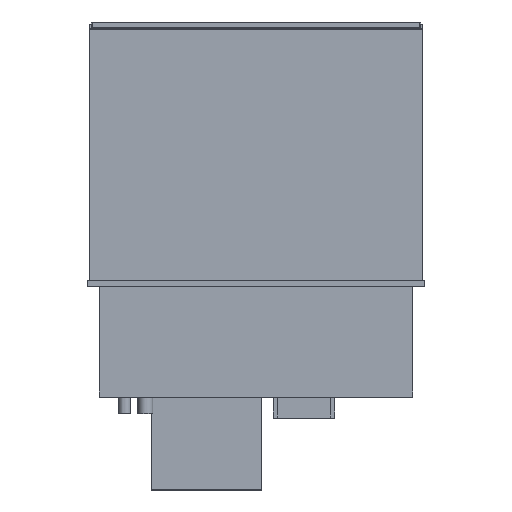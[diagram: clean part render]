
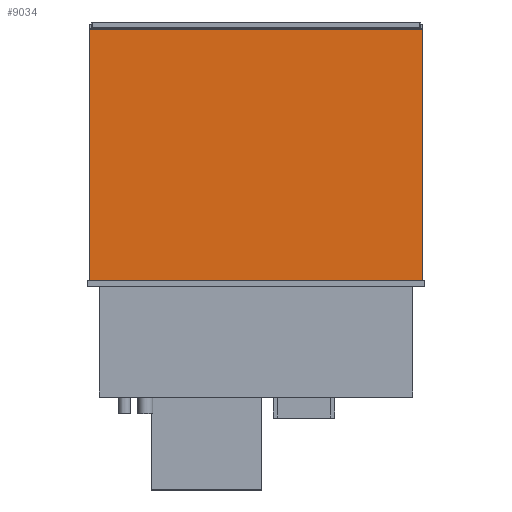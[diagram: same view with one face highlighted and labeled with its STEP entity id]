
A CAD part, top view. The second image highlights one B-rep face of the part: STEP entity #9034.
In plain terms, the highlighted planar face has unit normal (0, 0, 1).
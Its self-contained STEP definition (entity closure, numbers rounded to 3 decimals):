
#638=FACE_OUTER_BOUND('',#1174,.T.);
#1174=EDGE_LOOP('',(#7545,#7546,#7547,#7548));
#2163=LINE('',#14144,#3317);
#2175=LINE('',#14168,#3329);
#2176=LINE('',#14171,#3330);
#2177=LINE('',#14172,#3331);
#3317=VECTOR('',#11605,10.);
#3329=VECTOR('',#11621,10.);
#3330=VECTOR('',#11624,10.);
#3331=VECTOR('',#11625,10.);
#4237=VERTEX_POINT('',#14141);
#4238=VERTEX_POINT('',#14143);
#4247=VERTEX_POINT('',#14164);
#4249=VERTEX_POINT('',#14170);
#5371=EDGE_CURVE('',#4237,#4238,#2163,.T.);
#5383=EDGE_CURVE('',#4247,#4238,#2175,.T.);
#5384=EDGE_CURVE('',#4249,#4247,#2176,.T.);
#5385=EDGE_CURVE('',#4249,#4237,#2177,.T.);
#7545=ORIENTED_EDGE('',*,*,#5384,.T.);
#7546=ORIENTED_EDGE('',*,*,#5383,.T.);
#7547=ORIENTED_EDGE('',*,*,#5371,.F.);
#7548=ORIENTED_EDGE('',*,*,#5385,.F.);
#8521=PLANE('',#9698);
#9034=ADVANCED_FACE('',(#638),#8521,.T.);
#9698=AXIS2_PLACEMENT_3D('',#14169,#11622,#11623);
#11605=DIRECTION('',(1.,0.,0.));
#11621=DIRECTION('',(0.,1.,0.));
#11622=DIRECTION('center_axis',(0.,0.,1.));
#11623=DIRECTION('ref_axis',(1.,0.,0.));
#11624=DIRECTION('',(1.,0.,0.));
#11625=DIRECTION('',(0.,1.,0.));
#14141=CARTESIAN_POINT('',(-557.5,860.,347.5));
#14143=CARTESIAN_POINT('',(557.5,860.,347.5));
#14144=CARTESIAN_POINT('',(-557.5,860.,347.5));
#14164=CARTESIAN_POINT('',(557.5,20.,347.5));
#14168=CARTESIAN_POINT('',(557.5,20.,347.5));
#14169=CARTESIAN_POINT('Origin',(-557.5,20.,347.5));
#14170=CARTESIAN_POINT('',(-557.5,20.,347.5));
#14171=CARTESIAN_POINT('',(-557.5,20.,347.5));
#14172=CARTESIAN_POINT('',(-557.5,20.,347.5));
